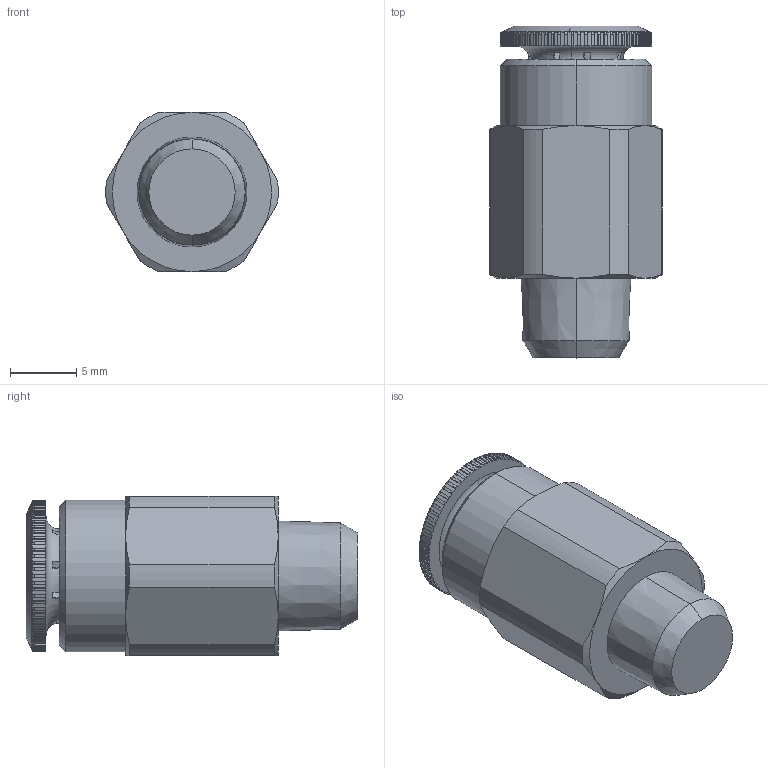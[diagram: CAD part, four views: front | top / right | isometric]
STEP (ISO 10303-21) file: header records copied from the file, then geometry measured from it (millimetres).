
FILE_DESCRIPTION (( 'STEP AP214' ), '1' );
FILE_NAME ('5800000006XA.step', '2012-10-16T19:15:21', ( '' ), ( '' ), 'SwSTEP 2.0', 'SolidWorks 2012', '' );
FILE_SCHEMA (( 'AUTOMOTIVE_DESIGN' ));
Length unit declared in the file: millimetre
Products named in the file (1): 5800000006XA
Bounding box: 12.99 x 25 x 12 mm (x, y, z)
Volume: 2323 mm3; surface area: 1235.1 mm2
Topology: 1 solids, 1 shells, 352 faces, 1042 edges, 688 vertices
Faces by surface type: plane 246, cylinder 80, cone 20, torus 6
Entity records: 13268 total; most frequent: CARTESIAN_POINT 2909, ORIENTED_EDGE 2084, DIRECTION 1724, EDGE_CURVE 1042, VERTEX_POINT 688, AXIS2_PLACEMENT_3D 581, VECTOR 562, LINE 562
